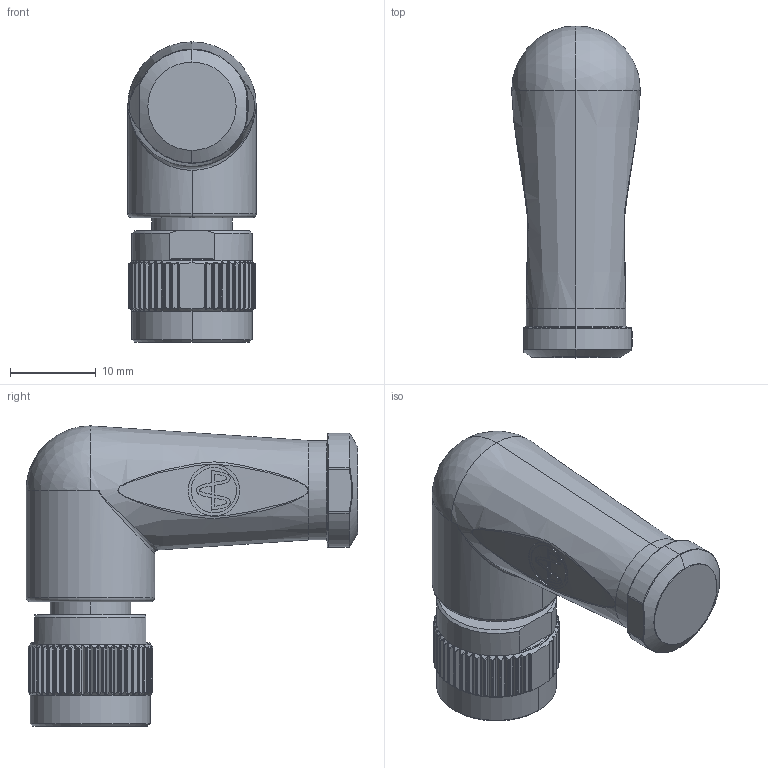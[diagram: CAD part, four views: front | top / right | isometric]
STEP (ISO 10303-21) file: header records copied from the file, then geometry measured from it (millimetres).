
FILE_DESCRIPTION (( 'STEP AP214' ), '1' );
FILE_NAME ('Customer-BB2096A0200-M12FA_4D_Yamaichi.STEP', '2020-09-30T15:47:59', ( '' ), ( '' ), 'SwSTEP 2.0', 'SolidWorks 2018', '' );
FILE_SCHEMA (( 'AUTOMOTIVE_DESIGN' ));
Length unit declared in the file: millimetre
Products named in the file (1): Customer-BB2096A0200-M12FA_4D_Yamaichi
Bounding box: 15 x 38.7 x 35 mm (x, y, z)
Volume: 8016.8 mm3; surface area: 3853.1 mm2
Topology: 1 solids, 1 shells, 1080 faces, 2504 edges, 1387 vertices
Faces by surface type: bspline 322, cylinder 265, sphere 165, plane 150, torus 136, cone 42
Entity records: 51368 total; most frequent: CARTESIAN_POINT 17838, ORIENTED_EDGE 4784, DIRECTION 4300, EDGE_CURVE 2392, AXIS2_PLACEMENT_3D 1880, VERTEX_POINT 1338, CIRCLE 1121, EDGE_LOOP 1104
